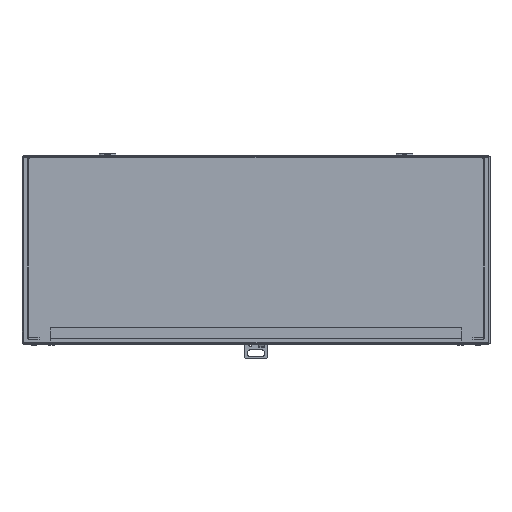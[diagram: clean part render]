
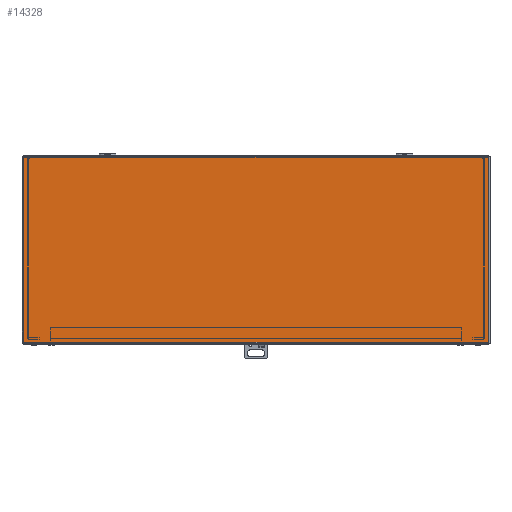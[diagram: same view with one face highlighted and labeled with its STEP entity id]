
A CAD part, top view. The second image highlights one B-rep face of the part: STEP entity #14328.
In plain terms, the highlighted planar face has unit normal (0, 0, 1).
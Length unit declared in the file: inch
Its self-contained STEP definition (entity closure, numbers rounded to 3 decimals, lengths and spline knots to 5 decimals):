
#240 = FACE_OUTER_BOUND ( 'NONE', #1066, .T. ) ;
#314 = DIRECTION ( 'NONE',  ( 0., 0., 1. ) ) ;
#501 = CARTESIAN_POINT ( 'NONE',  ( -10.1585, -0.029, 12.0285 ) ) ;
#784 = LINE ( 'NONE', #11291, #13982 ) ;
#991 = VECTOR ( 'NONE', #6712, 39.37008 ) ;
#1066 = EDGE_LOOP ( 'NONE', ( #13503, #9206, #16065, #8764 ) ) ;
#1274 = EDGE_CURVE ( 'NONE', #3195, #14764, #4067, .T. ) ;
#1517 = VECTOR ( 'NONE', #3363, 39.37008 ) ;
#3195 = VERTEX_POINT ( 'NONE', #8702 ) ;
#3363 = DIRECTION ( 'NONE',  ( 0., -1., 0. ) ) ;
#4067 = LINE ( 'NONE', #11972, #991 ) ;
#4178 = VECTOR ( 'NONE', #9808, 39.37008 ) ;
#4293 = DIRECTION ( 'NONE',  ( -1., 0., 0. ) ) ;
#4346 = EDGE_CURVE ( 'NONE', #16242, #3195, #6073, .T. ) ;
#4908 = DIRECTION ( 'NONE',  ( 0., 1., 0. ) ) ;
#5028 = VERTEX_POINT ( 'NONE', #501 ) ;
#6073 = LINE ( 'NONE', #15004, #1517 ) ;
#6712 = DIRECTION ( 'NONE',  ( -1., 0., 0. ) ) ;
#7356 = CARTESIAN_POINT ( 'NONE',  ( -10.1585, -0.029, 12.0285 ) ) ;
#8702 = CARTESIAN_POINT ( 'NONE',  ( 10.1585, -8.135, 12.0285 ) ) ;
#8764 = ORIENTED_EDGE ( 'NONE', *, *, #10371, .F. ) ;
#9206 = ORIENTED_EDGE ( 'NONE', *, *, #1274, .F. ) ;
#9808 = DIRECTION ( 'NONE',  ( 1., 0., 0. ) ) ;
#10371 = EDGE_CURVE ( 'NONE', #5028, #16242, #15251, .T. ) ;
#11291 = CARTESIAN_POINT ( 'NONE',  ( -10.1585, -8.135, 12.0285 ) ) ;
#11869 = CARTESIAN_POINT ( 'NONE',  ( 10.1585, -0.029, 12.0285 ) ) ;
#11972 = CARTESIAN_POINT ( 'NONE',  ( 10.1585, -8.135, 12.0285 ) ) ;
#13254 = EDGE_CURVE ( 'NONE', #14764, #5028, #784, .T. ) ;
#13334 = CARTESIAN_POINT ( 'NONE',  ( -10.1585, -8.135, 12.0285 ) ) ;
#13382 = PLANE ( 'NONE',  #14820 ) ;
#13503 = ORIENTED_EDGE ( 'NONE', *, *, #13254, .F. ) ;
#13525 = CARTESIAN_POINT ( 'NONE',  ( 10.1585, -0.029, 12.0285 ) ) ;
#13982 = VECTOR ( 'NONE', #4908, 39.37008 ) ;
#14328 = ADVANCED_FACE ( 'NONE', ( #240 ), #13382, .T. ) ;
#14764 = VERTEX_POINT ( 'NONE', #13334 ) ;
#14820 = AXIS2_PLACEMENT_3D ( 'NONE', #11869, #314, #4293 ) ;
#15004 = CARTESIAN_POINT ( 'NONE',  ( 10.1585, -0.029, 12.0285 ) ) ;
#15251 = LINE ( 'NONE', #7356, #4178 ) ;
#16065 = ORIENTED_EDGE ( 'NONE', *, *, #4346, .F. ) ;
#16242 = VERTEX_POINT ( 'NONE', #13525 ) ;
